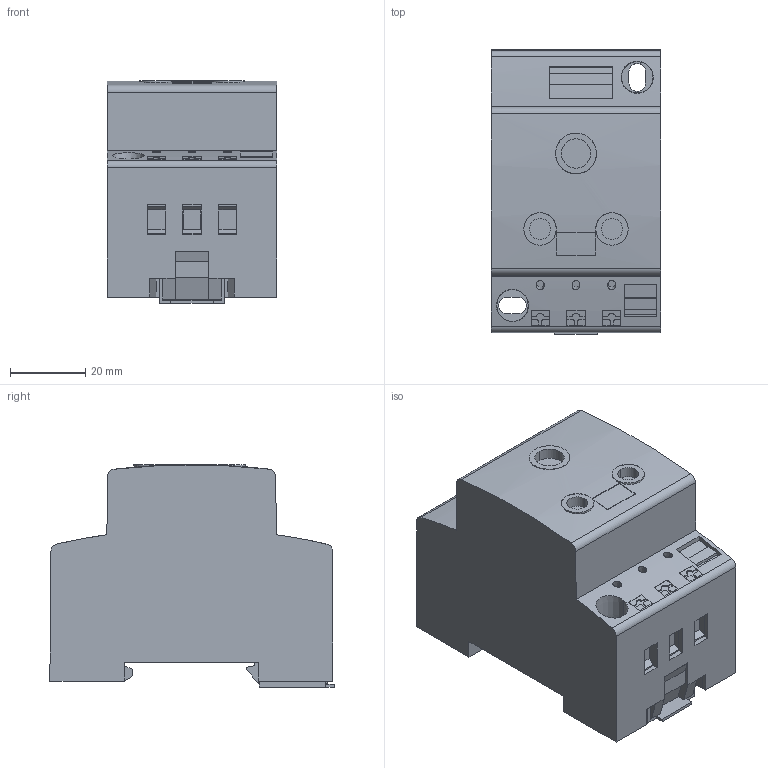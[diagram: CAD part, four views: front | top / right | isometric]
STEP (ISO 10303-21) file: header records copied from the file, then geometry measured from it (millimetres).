
FILE_DESCRIPTION(('Creo Elements/Direct Modeling STEP Export'),'2;1');
FILE_NAME('model.stp','2020-08-22T 1:36:00',(''),(''),'Creo Elements/Direct Modeling STEP processor for AP214 (Solid Model)','Creo Elements/Direct Modeling 20.1A 29-Sep-2018 (C) Parametric Technology GmbH','');
FILE_SCHEMA(('AUTOMOTIVE_DESIGN { 1 0 10303 214 1 1 1 1 }'));
Length unit declared in the file: millimetre
Products named in the file (2): 0804009_EO_D_PT-select
Assembly tree (1 placements, depth 2):
  0804009_EO_D_PT-select
    0804009_EO_D_PT-select
Bounding box: 45 x 75.48 x 59.15 mm (x, y, z)
Volume: 154491.7 mm3; surface area: 22115 mm2
Topology: 1 solids, 1 shells, 237 faces, 647 edges, 430 vertices
Faces by surface type: plane 186, cylinder 26, extrusion 21, cone 4
Entity records: 11624 total; most frequent: CARTESIAN_POINT 5272, ORIENTED_EDGE 1294, DIRECTION 1000, EDGE_CURVE 647, VECTOR 500, LINE 479, VERTEX_POINT 430, EDGE_LOOP 261
